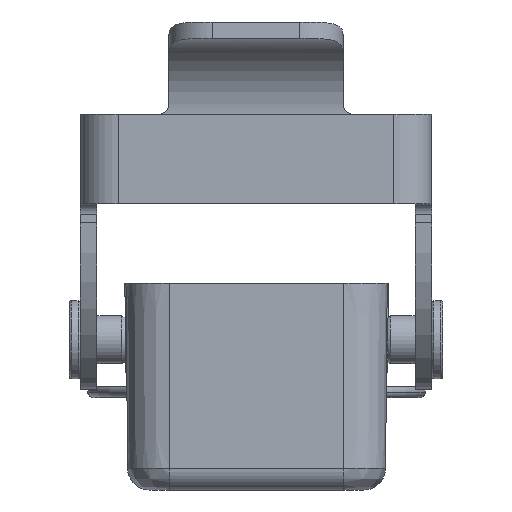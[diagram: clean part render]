
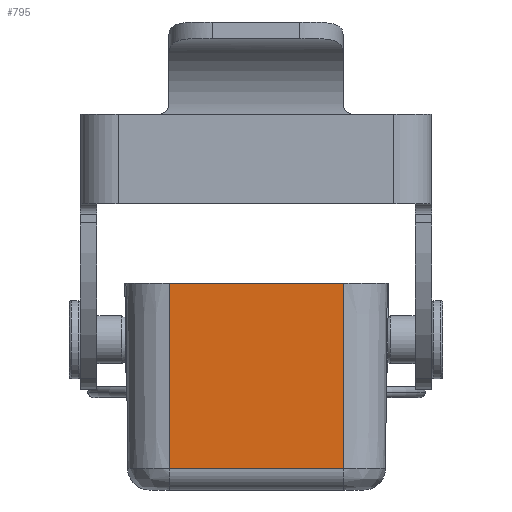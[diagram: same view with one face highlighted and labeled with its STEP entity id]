
A CAD part, front view. The second image highlights one B-rep face of the part: STEP entity #795.
In plain terms, the highlighted planar face has unit normal (0, -1, -0.009).
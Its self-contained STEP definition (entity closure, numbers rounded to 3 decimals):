
#155=FACE_OUTER_BOUND('',#1289,.T.);
#290=PLANE('',#3014);
#392=LINE('',#4249,#591);
#424=LINE('',#4536,#623);
#425=LINE('',#4538,#624);
#426=LINE('',#4540,#625);
#591=VECTOR('',#3360,1.);
#623=VECTOR('',#3416,1.);
#624=VECTOR('',#3417,1.);
#625=VECTOR('',#3418,1.);
#795=ADVANCED_FACE('',(#155),#290,.T.);
#1289=EDGE_LOOP('',(#1571,#1572,#1573,#1574));
#1571=ORIENTED_EDGE('',*,*,#2639,.T.);
#1572=ORIENTED_EDGE('',*,*,#2640,.T.);
#1573=ORIENTED_EDGE('',*,*,#2641,.T.);
#1574=ORIENTED_EDGE('',*,*,#2590,.F.);
#2321=VERTEX_POINT('',#4248);
#2322=VERTEX_POINT('',#4250);
#2359=VERTEX_POINT('',#4537);
#2360=VERTEX_POINT('',#4539);
#2590=EDGE_CURVE('',#2321,#2322,#392,.T.);
#2639=EDGE_CURVE('',#2321,#2359,#424,.T.);
#2640=EDGE_CURVE('',#2359,#2360,#425,.T.);
#2641=EDGE_CURVE('',#2360,#2322,#426,.T.);
#3014=AXIS2_PLACEMENT_3D('',#4541,#3419,#3420);
#3360=DIRECTION('',(1.,0.,0.));
#3416=DIRECTION('',(0.,0.009,-1.));
#3417=DIRECTION('',(1.,0.,0.));
#3418=DIRECTION('',(0.,-0.009,1.));
#3419=DIRECTION('',(0.,-1.,-0.009));
#3420=DIRECTION('',(0.,0.009,-1.));
#4248=CARTESIAN_POINT('',(4.,-24.,19.));
#4249=CARTESIAN_POINT('',(12.,-24.,19.));
#4250=CARTESIAN_POINT('',(20.,-24.,19.));
#4536=CARTESIAN_POINT('',(4.,-24.,19.));
#4537=CARTESIAN_POINT('',(4.,-23.851,1.983));
#4538=CARTESIAN_POINT('',(12.,-23.851,1.983));
#4539=CARTESIAN_POINT('',(20.,-23.851,1.983));
#4540=CARTESIAN_POINT('',(20.,-24.,19.));
#4541=CARTESIAN_POINT('',(12.,-24.,19.));
